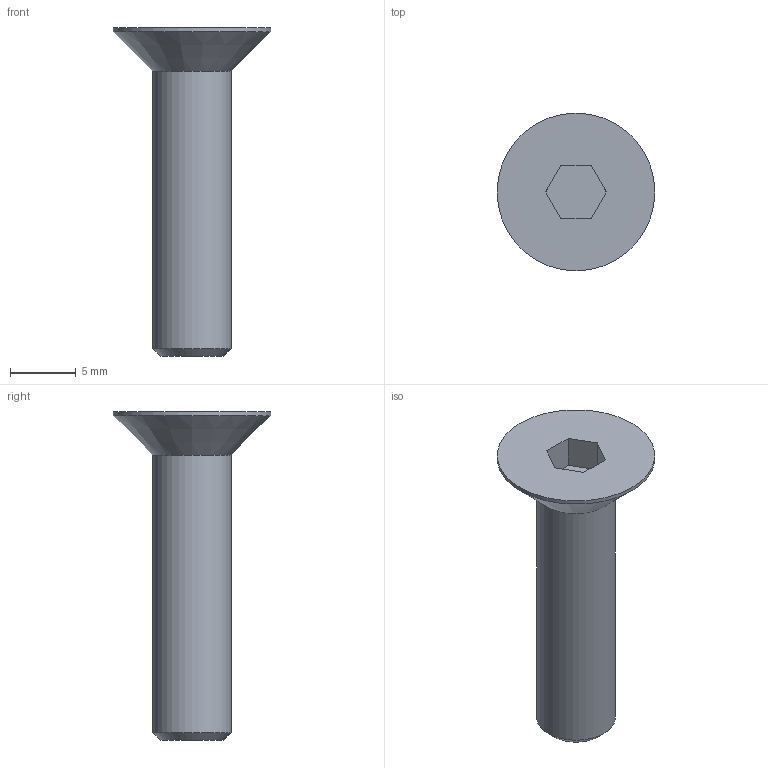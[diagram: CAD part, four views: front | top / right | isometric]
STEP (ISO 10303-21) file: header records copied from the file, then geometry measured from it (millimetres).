
FILE_DESCRIPTION(('FreeCAD Model'),'2;1');
FILE_NAME('hex_socket_countersunk_flat_head_M6x25.step','2020-02-15T14:55:57',('Author'),(''), 'Open CASCADE STEP processor 7.3','FreeCAD','Unknown');
FILE_SCHEMA(('AUTOMOTIVE_DESIGN { 1 0 10303 214 1 1 1 1 }'));
Length unit declared in the file: millimetre
Products named in the file (1): VITE_TESTA_SVASATA_ESAGONO_INCASSATO
Bounding box: 12 x 12 x 25 mm (x, y, z)
Volume: 807.6 mm3; surface area: 709.2 mm2
Topology: 1 solids, 1 shells, 13 faces, 27 edges, 17 vertices
Faces by surface type: plane 9, cylinder 2, cone 2
Full cylindrical faces by diameter (mm): 6 x1, 12 x1
Entity records: 796 total; most frequent: DIRECTION 114, CARTESIAN_POINT 112, LINE 74, VECTOR 74, ORIENTED_EDGE 54, PCURVE 54, DEFINITIONAL_REPRESENTATION 54, EDGE_CURVE 27
